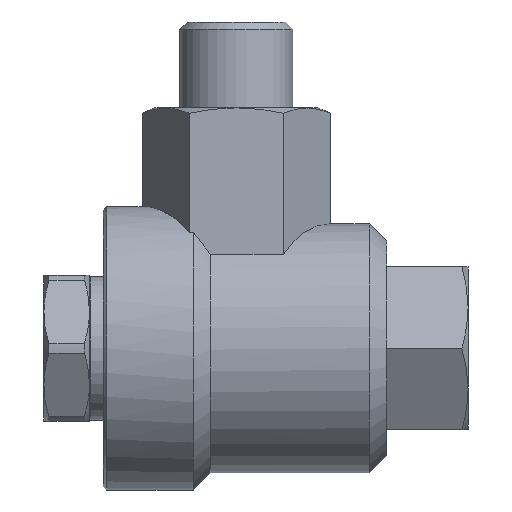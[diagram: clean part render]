
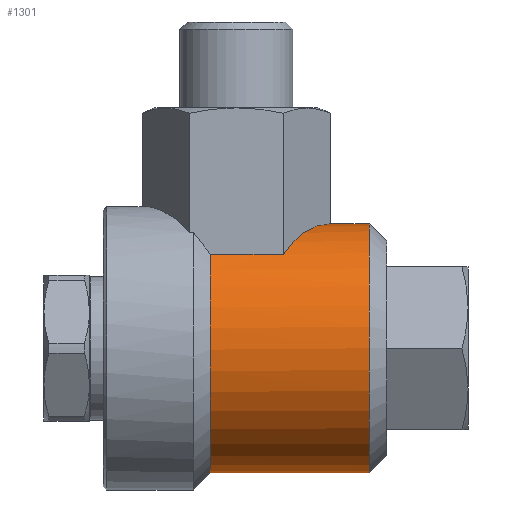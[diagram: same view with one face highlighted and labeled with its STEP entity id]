
A CAD part, left-side view. The second image highlights one B-rep face of the part: STEP entity #1301.
In plain terms, the highlighted cylindrical face has radius 14.5 mm (diameter 29 mm), a full revolution.
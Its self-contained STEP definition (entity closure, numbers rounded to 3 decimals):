
#32=ELLIPSE('',#1458,16.743,14.5);
#33=ELLIPSE('',#1459,16.743,14.5);
#92=LINE('',#2199,#150);
#93=LINE('',#2200,#151);
#150=VECTOR('',#1711,1000.);
#151=VECTOR('',#1712,1000.);
#203=CYLINDRICAL_SURFACE('',#1456,14.5);
#243=CIRCLE('',#1455,14.5);
#244=CIRCLE('',#1457,14.5);
#388=ORIENTED_EDGE('',*,*,#720,.F.);
#389=ORIENTED_EDGE('',*,*,#721,.T.);
#390=ORIENTED_EDGE('',*,*,#722,.T.);
#391=ORIENTED_EDGE('',*,*,#718,.T.);
#392=ORIENTED_EDGE('',*,*,#723,.T.);
#393=ORIENTED_EDGE('',*,*,#724,.T.);
#718=EDGE_CURVE('',#876,#875,#243,.T.);
#720=EDGE_CURVE('',#877,#877,#244,.T.);
#721=EDGE_CURVE('',#878,#879,#32,.T.);
#722=EDGE_CURVE('',#879,#876,#92,.F.);
#723=EDGE_CURVE('',#875,#880,#93,.T.);
#724=EDGE_CURVE('',#880,#878,#33,.T.);
#875=VERTEX_POINT('',#2186);
#876=VERTEX_POINT('',#2188);
#877=VERTEX_POINT('',#2195);
#878=VERTEX_POINT('',#2197);
#879=VERTEX_POINT('',#2198);
#880=VERTEX_POINT('',#2201);
#1033=EDGE_LOOP('',(#388));
#1034=EDGE_LOOP('',(#389,#390,#391,#392,#393));
#1155=FACE_BOUND('',#1033,.T.);
#1156=FACE_BOUND('',#1034,.T.);
#1301=ADVANCED_FACE('',(#1155,#1156),#203,.T.);
#1455=AXIS2_PLACEMENT_3D('',#2187,#1703,#1704);
#1456=AXIS2_PLACEMENT_3D('',#2193,#1705,#1706);
#1457=AXIS2_PLACEMENT_3D('',#2194,#1707,#1708);
#1458=AXIS2_PLACEMENT_3D('',#2196,#1709,#1710);
#1459=AXIS2_PLACEMENT_3D('',#2202,#1713,#1714);
#1703=DIRECTION('',(0.,-1.,0.));
#1704=DIRECTION('',(0.,0.,-1.));
#1705=DIRECTION('',(0.,-1.,0.));
#1706=DIRECTION('',(0.,0.,-1.));
#1707=DIRECTION('',(0.,-1.,0.));
#1708=DIRECTION('',(0.,0.,-1.));
#1709=DIRECTION('',(-0.5,-0.866,0.));
#1710=DIRECTION('',(0.866,-0.5,0.));
#1711=DIRECTION('',(0.,-1.,0.));
#1712=DIRECTION('',(0.,-1.,0.));
#1713=DIRECTION('',(0.5,-0.866,0.));
#1714=DIRECTION('',(-0.866,-0.5,0.));
#2186=CARTESIAN_POINT('',(9.5,3.,10.954));
#2187=CARTESIAN_POINT('',(0.,3.,0.));
#2188=CARTESIAN_POINT('',(-9.5,3.,10.954));
#2193=CARTESIAN_POINT('',(0.,-27.,0.));
#2194=CARTESIAN_POINT('',(0.,-15.5,0.));
#2195=CARTESIAN_POINT('',(0.,-15.5,-14.5));
#2196=CARTESIAN_POINT('',(0.,-10.97,0.));
#2197=CARTESIAN_POINT('',(0.,-10.97,14.5));
#2198=CARTESIAN_POINT('',(-9.5,-5.485,10.954));
#2199=CARTESIAN_POINT('',(-9.5,-27.,10.954));
#2200=CARTESIAN_POINT('',(9.5,-27.,10.954));
#2201=CARTESIAN_POINT('',(9.5,-5.485,10.954));
#2202=CARTESIAN_POINT('',(0.,-10.97,0.));
